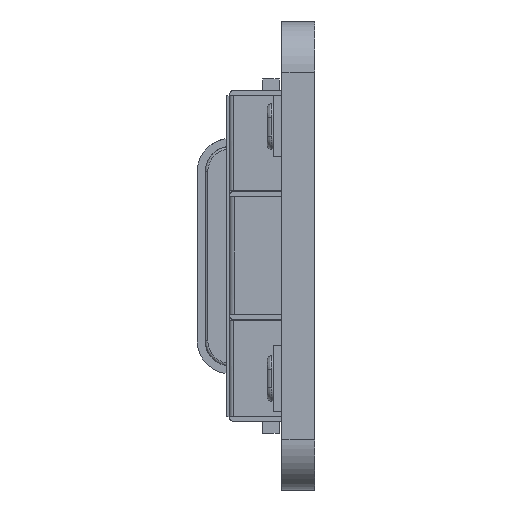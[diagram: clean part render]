
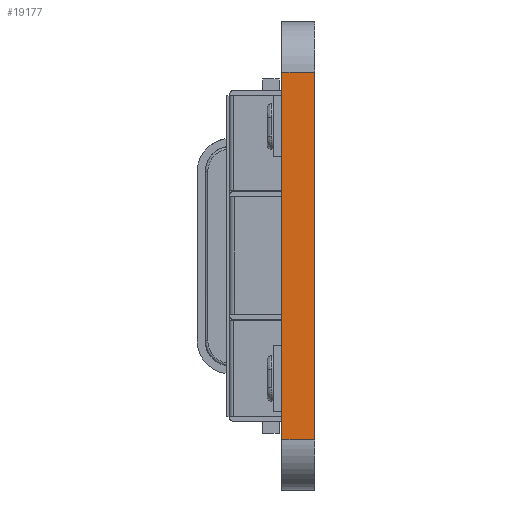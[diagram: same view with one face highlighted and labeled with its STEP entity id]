
A CAD part, left-side view. The second image highlights one B-rep face of the part: STEP entity #19177.
In plain terms, the highlighted free-form (B-spline) face has degree [1, 1] with [2, 2] control points.
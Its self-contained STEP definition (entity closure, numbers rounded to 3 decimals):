
#14485 = VERTEX_POINT('',#14486);
#14486 = CARTESIAN_POINT('',(-7.917,0.913,
    -11.955));
#14492 = EDGE_CURVE('',#14485,#14493,#14495,.T.);
#14493 = VERTEX_POINT('',#14494);
#14494 = CARTESIAN_POINT('',(-7.917,0.913,
    0.797));
#14495 = B_SPLINE_CURVE_WITH_KNOTS('',1,(#14496,#14497),.UNSPECIFIED.,
  .F.,.F.,(2,2),(0.,13.97),.PIECEWISE_BEZIER_KNOTS.);
#14496 = CARTESIAN_POINT('',(-7.917,0.913,
    -11.955));
#14497 = CARTESIAN_POINT('',(-7.917,0.913,
    0.797));
#15179 = VERTEX_POINT('',#15180);
#15180 = CARTESIAN_POINT('',(-7.917,-0.228,
    0.797));
#15186 = EDGE_CURVE('',#15187,#15179,#15189,.T.);
#15187 = VERTEX_POINT('',#15188);
#15188 = CARTESIAN_POINT('',(-7.917,-0.228,
    -11.955));
#15189 = B_SPLINE_CURVE_WITH_KNOTS('',1,(#15190,#15191),.UNSPECIFIED.,
  .F.,.F.,(2,2),(0.,13.97),.PIECEWISE_BEZIER_KNOTS.);
#15190 = CARTESIAN_POINT('',(-7.917,-0.228,
    -11.955));
#15191 = CARTESIAN_POINT('',(-7.917,-0.228,
    0.797));
#19163 = EDGE_CURVE('',#15187,#14485,#19164,.T.);
#19164 = B_SPLINE_CURVE_WITH_KNOTS('',1,(#19165,#19166),.UNSPECIFIED.,
  .F.,.F.,(2,2),(-0.25,1.),.PIECEWISE_BEZIER_KNOTS.);
#19165 = CARTESIAN_POINT('',(-7.917,-0.228,
    -11.955));
#19166 = CARTESIAN_POINT('',(-7.917,0.913,
    -11.955));
#19177 = ADVANCED_FACE('',(#19178),#19188,.T.);
#19178 = FACE_BOUND('',#19179,.T.);
#19179 = EDGE_LOOP('',(#19180,#19185,#19186,#19187));
#19180 = ORIENTED_EDGE('',*,*,#19181,.T.);
#19181 = EDGE_CURVE('',#15179,#14493,#19182,.T.);
#19182 = B_SPLINE_CURVE_WITH_KNOTS('',1,(#19183,#19184),.UNSPECIFIED.,
  .F.,.F.,(2,2),(-0.25,1.),.PIECEWISE_BEZIER_KNOTS.);
#19183 = CARTESIAN_POINT('',(-7.917,-0.228,
    0.797));
#19184 = CARTESIAN_POINT('',(-7.917,0.913,
    0.797));
#19185 = ORIENTED_EDGE('',*,*,#14492,.F.);
#19186 = ORIENTED_EDGE('',*,*,#19163,.F.);
#19187 = ORIENTED_EDGE('',*,*,#15186,.T.);
#19188 = B_SPLINE_SURFACE_WITH_KNOTS('',1,1,(
    (#19189,#19190)
    ,(#19191,#19192
    )),.UNSPECIFIED.,.F.,.F.,.F.,(2,2),(2,2),(0.,13.97),(-0.25,1.),
  .PIECEWISE_BEZIER_KNOTS.);
#19189 = CARTESIAN_POINT('',(-7.917,-0.228,
    -11.955));
#19190 = CARTESIAN_POINT('',(-7.917,0.913,
    -11.955));
#19191 = CARTESIAN_POINT('',(-7.917,-0.228,
    0.797));
#19192 = CARTESIAN_POINT('',(-7.917,0.913,
    0.797));
